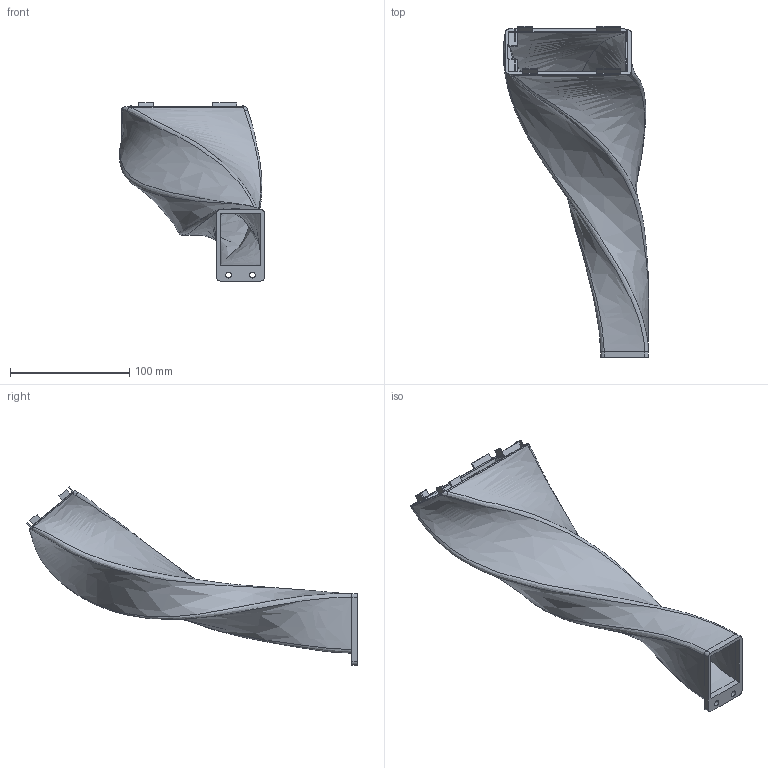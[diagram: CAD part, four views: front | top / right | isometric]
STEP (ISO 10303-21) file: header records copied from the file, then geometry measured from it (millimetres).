
FILE_DESCRIPTION((''),'2;1');
FILE_NAME('HMI','2024-12-13T13:20:59',('weiss'),(''),'CREO PARAMETRIC BY PTC INC, 2022014','CREO PARAMETRIC BY PTC INC, 2022014','');
FILE_SCHEMA(('CONFIG_CONTROL_DESIGN'));
Length unit declared in the file: millimetre
Products named in the file (1): HMI
Bounding box: 121.94 x 277.86 x 149.44 mm (x, y, z)
Volume: 171879.5 mm3; surface area: 117976.8 mm2
Topology: 1 solids, 1 shells, 122 faces, 303 edges, 187 vertices
Faces by surface type: plane 78, bspline 32, cylinder 8, cone 4
Entity records: 13320 total; most frequent: CARTESIAN_POINT 10637, ORIENTED_EDGE 606, DIRECTION 425, EDGE_CURVE 303, VECTOR 191, LINE 191, VERTEX_POINT 187, EDGE_LOOP 136
